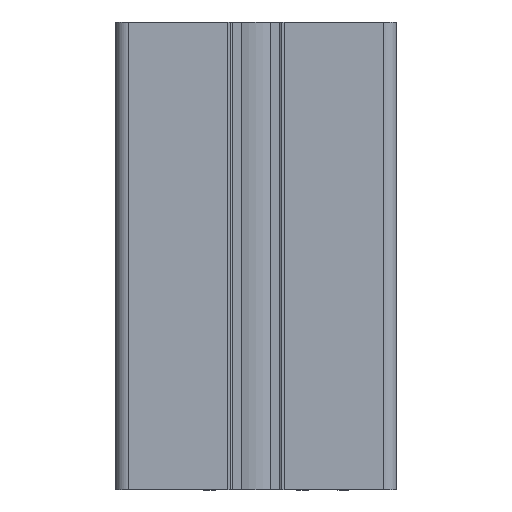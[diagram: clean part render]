
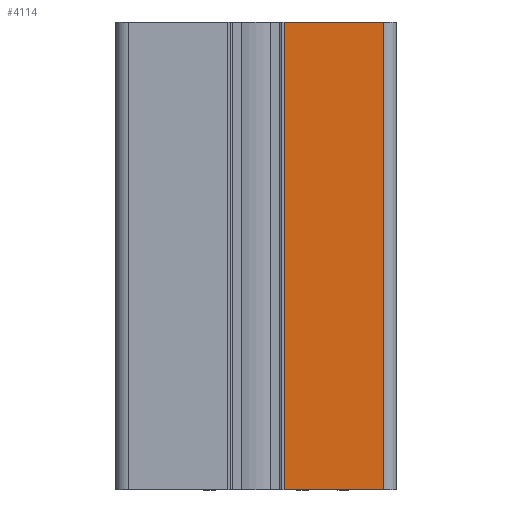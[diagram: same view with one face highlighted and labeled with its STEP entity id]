
A CAD part, front view. The second image highlights one B-rep face of the part: STEP entity #4114.
In plain terms, the highlighted planar face has unit normal (0, -1, 0).
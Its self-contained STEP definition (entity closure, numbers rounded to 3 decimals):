
#118=PLANE('',#4524);
#312=FACE_OUTER_BOUND('',#532,.T.);
#532=EDGE_LOOP('',(#3705,#3706,#3707,#3708));
#672=LINE('',#6108,#1100);
#813=LINE('',#6554,#1241);
#948=LINE('',#6894,#1376);
#966=LINE('',#6931,#1394);
#1100=VECTOR('',#4846,10.);
#1241=VECTOR('',#5217,10.);
#1376=VECTOR('',#5612,10.);
#1394=VECTOR('',#5668,10.);
#1750=VERTEX_POINT('',#6105);
#1751=VERTEX_POINT('',#6107);
#1940=VERTEX_POINT('',#6551);
#1941=VERTEX_POINT('',#6553);
#2183=EDGE_CURVE('',#1750,#1751,#672,.T.);
#2406=EDGE_CURVE('',#1940,#1941,#813,.T.);
#2580=EDGE_CURVE('',#1940,#1751,#948,.T.);
#2598=EDGE_CURVE('',#1941,#1750,#966,.T.);
#3705=ORIENTED_EDGE('',*,*,#2580,.T.);
#3706=ORIENTED_EDGE('',*,*,#2183,.F.);
#3707=ORIENTED_EDGE('',*,*,#2598,.F.);
#3708=ORIENTED_EDGE('',*,*,#2406,.F.);
#4114=ADVANCED_FACE('',(#312),#118,.T.);
#4524=AXIS2_PLACEMENT_3D('',#6930,#5666,#5667);
#4846=DIRECTION('',(-1.,0.,0.));
#5217=DIRECTION('',(1.,0.,0.));
#5612=DIRECTION('',(0.,0.,-1.));
#5666=DIRECTION('center_axis',(0.,-1.,0.));
#5667=DIRECTION('ref_axis',(1.,0.,0.));
#5668=DIRECTION('',(0.,0.,-1.));
#6105=CARTESIAN_POINT('',(27.2,-22.5,0.));
#6107=CARTESIAN_POINT('',(6.,-22.5,0.));
#6108=CARTESIAN_POINT('',(30.,-22.5,0.));
#6551=CARTESIAN_POINT('',(6.,-22.5,100.));
#6553=CARTESIAN_POINT('',(27.2,-22.5,100.));
#6554=CARTESIAN_POINT('',(30.,-22.5,100.));
#6894=CARTESIAN_POINT('',(6.,-22.5,50.));
#6930=CARTESIAN_POINT('Origin',(-30.,-22.5,0.));
#6931=CARTESIAN_POINT('',(27.2,-22.5,0.));
